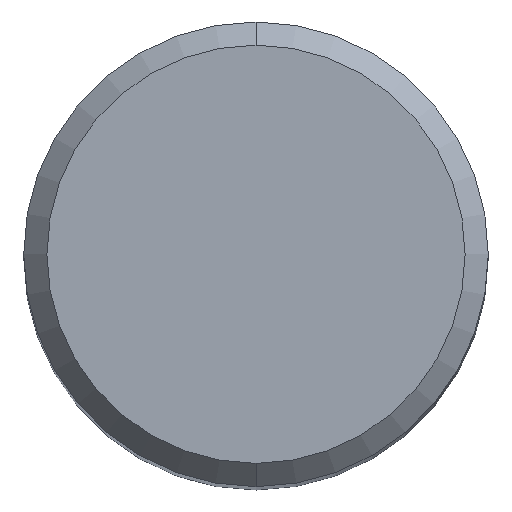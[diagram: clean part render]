
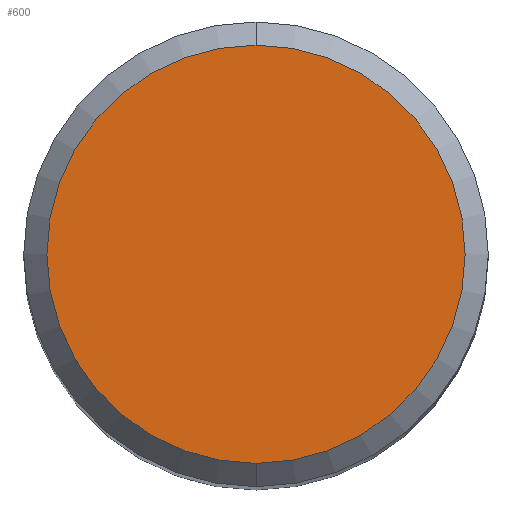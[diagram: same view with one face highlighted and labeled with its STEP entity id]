
A CAD part, top view. The second image highlights one B-rep face of the part: STEP entity #600.
In plain terms, the highlighted planar face has unit normal (0, 0, 1).
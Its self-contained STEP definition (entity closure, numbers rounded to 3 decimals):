
#448=EDGE_CURVE('',#856,#494,#1052,.T.);
#494=VERTEX_POINT('',#1101);
#600=ADVANCED_FACE('',(#1221),#1222,.T.);
#692=EDGE_CURVE('',#494,#856,#1318,.T.);
#856=VERTEX_POINT('',#1495);
#1052=CIRCLE('',#2039,7.2);
#1101=CARTESIAN_POINT('',(0.,-7.2,0.0));
#1221=FACE_OUTER_BOUND('',#5324,.T.);
#1222=PLANE('',#5325);
#1318=CIRCLE('',#5919,7.2);
#1495=CARTESIAN_POINT('',(0.0,7.2,0.0));
#2039=AXIS2_PLACEMENT_3D('',#9316,#9317,#9318);
#5324=EDGE_LOOP('',(#9498,#9499));
#5325=AXIS2_PLACEMENT_3D('',#9500,#9501,#9502);
#5919=AXIS2_PLACEMENT_3D('',#9555,#9556,#9557);
#9316=CARTESIAN_POINT('',(0.0,0.0,0.0));
#9317=DIRECTION('',(0.0,0.0,-1.0));
#9318=DIRECTION('',(0.0,1.0,0.0));
#9498=ORIENTED_EDGE('',*,*,#448,.F.);
#9499=ORIENTED_EDGE('',*,*,#692,.F.);
#9500=CARTESIAN_POINT('',(0.0,3.6,0.0));
#9501=DIRECTION('',(-0.0,0.0,1.0));
#9502=DIRECTION('',(0.0,-1.0,0.0));
#9555=CARTESIAN_POINT('',(0.0,0.0,0.0));
#9556=DIRECTION('',(0.0,0.0,-1.0));
#9557=DIRECTION('',(0.0,1.0,0.0));
